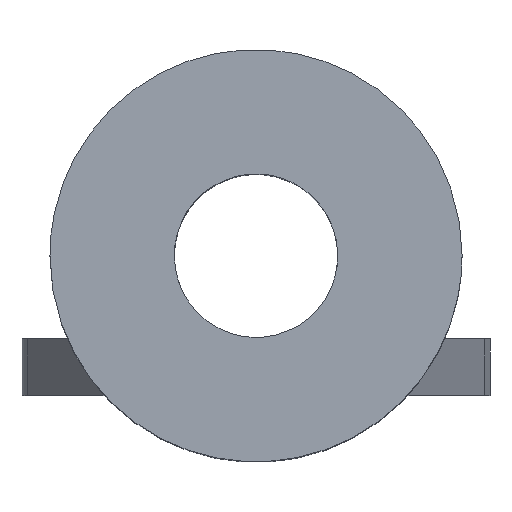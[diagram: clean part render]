
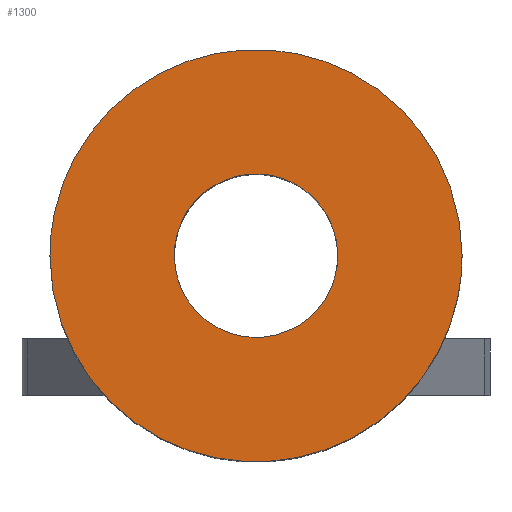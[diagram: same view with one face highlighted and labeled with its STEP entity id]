
A CAD part, top view. The second image highlights one B-rep face of the part: STEP entity #1300.
In plain terms, the highlighted free-form (B-spline) face has degree [1, 1] with [2, 2] control points.
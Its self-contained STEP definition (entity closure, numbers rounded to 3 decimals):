
#232 = VERTEX_POINT('',#233);
#233 = CARTESIAN_POINT('',(-1.178,1.178,
    11.989));
#276 = VERTEX_POINT('',#277);
#277 = CARTESIAN_POINT('',(1.178,1.178,11.989
    ));
#282 = EDGE_CURVE('',#232,#276,#283,.T.);
#283 = ( BOUNDED_CURVE() B_SPLINE_CURVE(2,(#284,#285,#286,#287,#288),
.UNSPECIFIED.,.F.,.F.) B_SPLINE_CURVE_WITH_KNOTS((3,2,3),(3.142,
4.712,6.283),.PIECEWISE_BEZIER_KNOTS.) CURVE() 
GEOMETRIC_REPRESENTATION_ITEM() RATIONAL_B_SPLINE_CURVE((1.,
0.707,1.,0.707,1.)) REPRESENTATION_ITEM('') );
#284 = CARTESIAN_POINT('',(-1.178,1.178,
    11.989));
#285 = CARTESIAN_POINT('',(-1.178,0.,11.989));
#286 = CARTESIAN_POINT('',(0.,0.,
    11.989));
#287 = CARTESIAN_POINT('',(1.178,0.,
    11.989));
#288 = CARTESIAN_POINT('',(1.178,1.178,11.989
    ));
#304 = EDGE_CURVE('',#305,#307,#309,.T.);
#305 = VERTEX_POINT('',#306);
#306 = CARTESIAN_POINT('',(2.972,1.178,11.989
    ));
#307 = VERTEX_POINT('',#308);
#308 = CARTESIAN_POINT('',(-2.972,1.178,
    11.989));
#309 = ( BOUNDED_CURVE() B_SPLINE_CURVE(2,(#310,#311,#312,#313,#314),
.UNSPECIFIED.,.F.,.F.) B_SPLINE_CURVE_WITH_KNOTS((3,2,3),(0.,
1.571,3.142),.PIECEWISE_BEZIER_KNOTS.) CURVE() 
GEOMETRIC_REPRESENTATION_ITEM() RATIONAL_B_SPLINE_CURVE((1.,
0.707,1.,0.707,1.)) REPRESENTATION_ITEM('') );
#310 = CARTESIAN_POINT('',(2.972,1.178,11.989
    ));
#311 = CARTESIAN_POINT('',(2.972,4.15,11.989
    ));
#312 = CARTESIAN_POINT('',(0.,4.15,
    11.989));
#313 = CARTESIAN_POINT('',(-2.972,4.15,
    11.989));
#314 = CARTESIAN_POINT('',(-2.972,1.178,
    11.989));
#342 = EDGE_CURVE('',#307,#305,#343,.T.);
#343 = ( BOUNDED_CURVE() B_SPLINE_CURVE(2,(#344,#345,#346,#347,#348),
.UNSPECIFIED.,.F.,.F.) B_SPLINE_CURVE_WITH_KNOTS((3,2,3),(3.142,
4.712,6.283),.PIECEWISE_BEZIER_KNOTS.) CURVE() 
GEOMETRIC_REPRESENTATION_ITEM() RATIONAL_B_SPLINE_CURVE((1.,
0.707,1.,0.707,1.)) REPRESENTATION_ITEM('') );
#344 = CARTESIAN_POINT('',(-2.972,1.178,
    11.989));
#345 = CARTESIAN_POINT('',(-2.972,-1.793,
    11.989));
#346 = CARTESIAN_POINT('',(0.,-1.793,
    11.989));
#347 = CARTESIAN_POINT('',(2.972,-1.793,
    11.989));
#348 = CARTESIAN_POINT('',(2.972,1.178,11.989
    ));
#375 = EDGE_CURVE('',#276,#232,#376,.T.);
#376 = ( BOUNDED_CURVE() B_SPLINE_CURVE(2,(#377,#378,#379,#380,#381),
.UNSPECIFIED.,.F.,.F.) B_SPLINE_CURVE_WITH_KNOTS((3,2,3),(0.,
1.571,3.142),.PIECEWISE_BEZIER_KNOTS.) CURVE() 
GEOMETRIC_REPRESENTATION_ITEM() RATIONAL_B_SPLINE_CURVE((1.,
0.707,1.,0.707,1.)) REPRESENTATION_ITEM('') );
#377 = CARTESIAN_POINT('',(1.178,1.178,11.989
    ));
#378 = CARTESIAN_POINT('',(1.178,2.357,11.989
    ));
#379 = CARTESIAN_POINT('',(0.,2.357,
    11.989));
#380 = CARTESIAN_POINT('',(-1.178,2.357,
    11.989));
#381 = CARTESIAN_POINT('',(-1.178,1.178,
    11.989));
#1300 = ADVANCED_FACE('',(#1301,#1305),#1309,.T.);
#1301 = FACE_BOUND('',#1302,.T.);
#1302 = EDGE_LOOP('',(#1303,#1304));
#1303 = ORIENTED_EDGE('',*,*,#282,.F.);
#1304 = ORIENTED_EDGE('',*,*,#375,.F.);
#1305 = FACE_BOUND('',#1306,.T.);
#1306 = EDGE_LOOP('',(#1307,#1308));
#1307 = ORIENTED_EDGE('',*,*,#342,.T.);
#1308 = ORIENTED_EDGE('',*,*,#304,.T.);
#1309 = B_SPLINE_SURFACE_WITH_KNOTS('',1,1,(
    (#1310,#1311)
    ,(#1312,#1313
    )),.UNSPECIFIED.,.F.,.F.,.F.,(2,2),(2,2),(-2.9,2.9),(-2.9,2.9),
  .PIECEWISE_BEZIER_KNOTS.);
#1310 = CARTESIAN_POINT('',(-2.972,-1.793,
    11.989));
#1311 = CARTESIAN_POINT('',(-2.972,4.15,
    11.989));
#1312 = CARTESIAN_POINT('',(2.972,-1.793,
    11.989));
#1313 = CARTESIAN_POINT('',(2.972,4.15,
    11.989));
